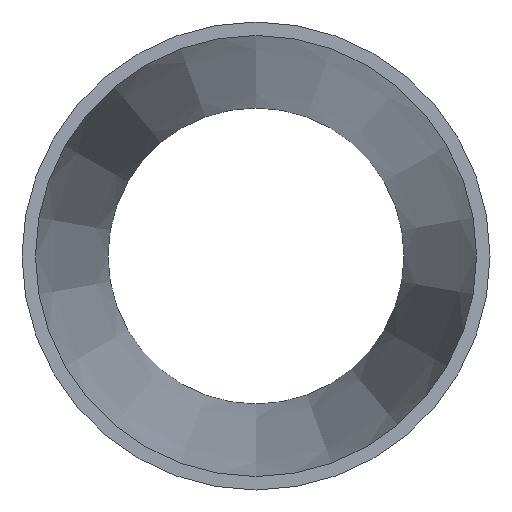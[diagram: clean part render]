
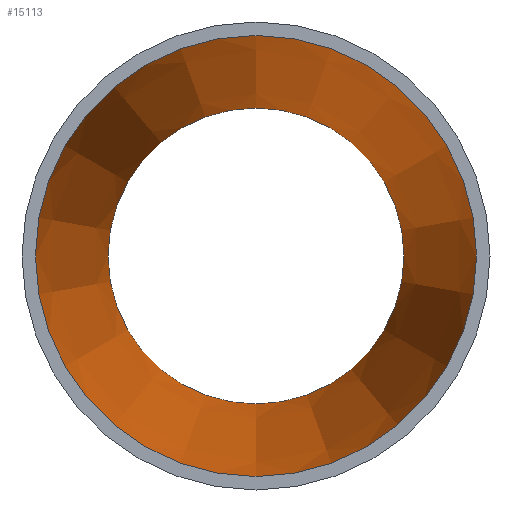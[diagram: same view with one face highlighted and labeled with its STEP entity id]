
A CAD part, front view. The second image highlights one B-rep face of the part: STEP entity #15113.
In plain terms, the highlighted conical face has half-angle 6.874 degrees and reference radius 32.986 mm.
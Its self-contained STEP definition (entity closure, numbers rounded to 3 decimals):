
#564 = CARTESIAN_POINT ( 'NONE',  ( 0., 90., 0. ) ) ;
#1683 = EDGE_CURVE ( 'NONE', #12710, #12710, #14747, .T. ) ;
#2883 = EDGE_LOOP ( 'NONE', ( #21159 ) ) ;
#3369 = CARTESIAN_POINT ( 'NONE',  ( 0., 0., -32.986 ) ) ;
#4308 = AXIS2_PLACEMENT_3D ( 'NONE', #6942, #21636, #12407 ) ;
#5603 = AXIS2_PLACEMENT_3D ( 'NONE', #564, #7909, #15281 ) ;
#6886 = VERTEX_POINT ( 'NONE', #8829 ) ;
#6942 = CARTESIAN_POINT ( 'NONE',  ( 0., 0., 0. ) ) ;
#7909 = DIRECTION ( 'NONE',  ( 0., -1., 0. ) ) ;
#8829 = CARTESIAN_POINT ( 'NONE',  ( 0., 90., -22.136 ) ) ;
#8940 = DIRECTION ( 'NONE',  ( 0., -1., 0. ) ) ;
#11193 = AXIS2_PLACEMENT_3D ( 'NONE', #20009, #8940, #17856 ) ;
#11765 = EDGE_CURVE ( 'NONE', #6886, #6886, #23279, .T. ) ;
#12218 = FACE_BOUND ( 'NONE', #18250, .T. ) ;
#12407 = DIRECTION ( 'NONE',  ( 0., 0., -1. ) ) ;
#12710 = VERTEX_POINT ( 'NONE', #3369 ) ;
#14747 = CIRCLE ( 'NONE', #4308, 32.986 ) ;
#15113 = ADVANCED_FACE ( 'NONE', ( #12218, #23234 ), #18087, .F. ) ;
#15281 = DIRECTION ( 'NONE',  ( 0., 0., -1. ) ) ;
#15673 = ORIENTED_EDGE ( 'NONE', *, *, #11765, .F. ) ;
#17856 = DIRECTION ( 'NONE',  ( 0., 0., -1. ) ) ;
#18087 = CONICAL_SURFACE ( 'NONE', #11193, 32.986, 0.12 ) ;
#18250 = EDGE_LOOP ( 'NONE', ( #15673 ) ) ;
#20009 = CARTESIAN_POINT ( 'NONE',  ( 0., 0., 0. ) ) ;
#21159 = ORIENTED_EDGE ( 'NONE', *, *, #1683, .T. ) ;
#21636 = DIRECTION ( 'NONE',  ( 0., -1., 0. ) ) ;
#23234 = FACE_OUTER_BOUND ( 'NONE', #2883, .T. ) ;
#23279 = CIRCLE ( 'NONE', #5603, 22.136 ) ;
